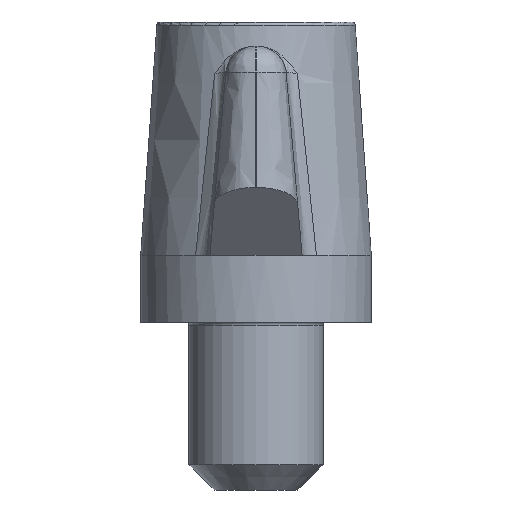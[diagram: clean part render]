
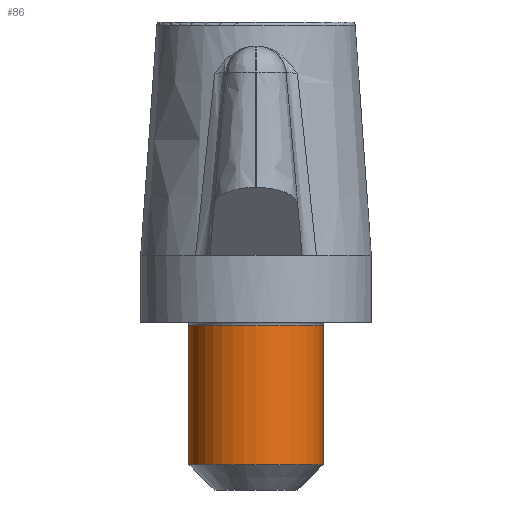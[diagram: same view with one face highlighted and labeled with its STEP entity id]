
A CAD part, front view. The second image highlights one B-rep face of the part: STEP entity #86.
In plain terms, the highlighted cylindrical face has radius 4 mm (diameter 8 mm), a full revolution.
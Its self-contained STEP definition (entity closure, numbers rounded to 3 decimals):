
#86 = ADVANCED_FACE( '', ( #208, #209 ), #210, .T. );
#208 = FACE_OUTER_BOUND( '', #462, .T. );
#209 = FACE_OUTER_BOUND( '', #463, .T. );
#210 = CYLINDRICAL_SURFACE( '', #464, 4. );
#462 = EDGE_LOOP( '', ( #3274 ) );
#463 = EDGE_LOOP( '', ( #3275 ) );
#464 = AXIS2_PLACEMENT_3D( '', #3276, #3277, #3278 );
#3274 = ORIENTED_EDGE( '', *, *, #3599, .T. );
#3275 = ORIENTED_EDGE( '', *, *, #3600, .T. );
#3276 = CARTESIAN_POINT( '', ( 0., 0., -10. ) );
#3277 = DIRECTION( '', ( 0., 0., -1. ) );
#3278 = DIRECTION( '', ( 1., 0., 0. ) );
#3599 = EDGE_CURVE( '', #3775, #3775, #3776, .F. );
#3600 = EDGE_CURVE( '', #3777, #3777, #3778, .F. );
#3775 = VERTEX_POINT( '', #4307 );
#3776 = CIRCLE( '', #4308, 4. );
#3777 = VERTEX_POINT( '', #4309 );
#3778 = CIRCLE( '', #4310, 4. );
#4307 = CARTESIAN_POINT( '', ( 4., 0., -0.183 ) );
#4308 = AXIS2_PLACEMENT_3D( '', #4951, #4952, #4953 );
#4309 = CARTESIAN_POINT( '', ( -4., 0., -8.5 ) );
#4310 = AXIS2_PLACEMENT_3D( '', #4954, #4955, #4956 );
#4951 = CARTESIAN_POINT( '', ( 0., 0., -0.183 ) );
#4952 = DIRECTION( '', ( 0., 0., 1. ) );
#4953 = DIRECTION( '', ( 1., 0., 0. ) );
#4954 = CARTESIAN_POINT( '', ( 0., 0., -8.5 ) );
#4955 = DIRECTION( '', ( 0., 0., -1. ) );
#4956 = DIRECTION( '', ( -1., 0., 0. ) );
